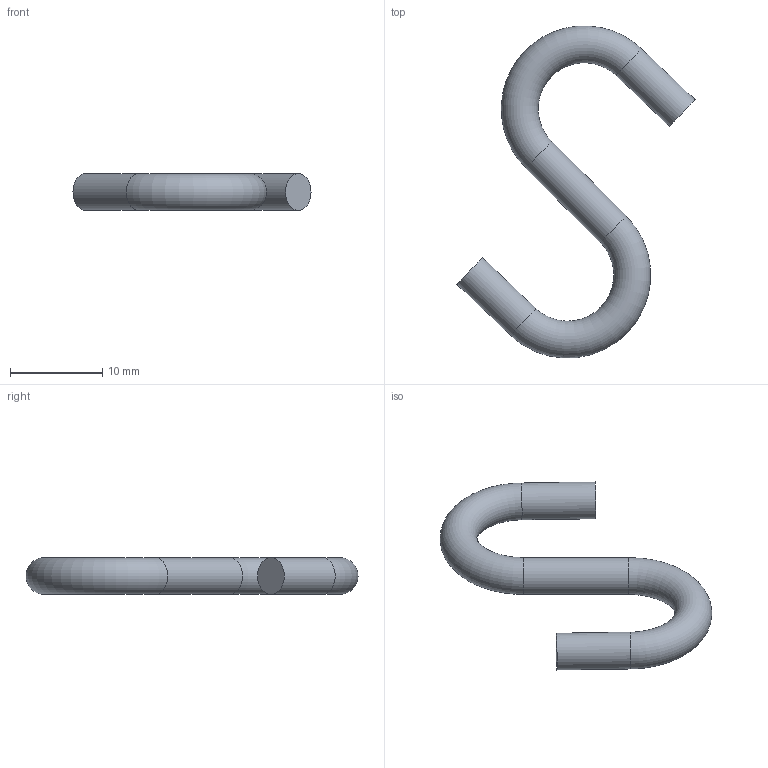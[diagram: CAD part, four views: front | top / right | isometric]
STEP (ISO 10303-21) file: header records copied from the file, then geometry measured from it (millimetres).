
FILE_DESCRIPTION (( 'STEP AP203' ), '1' );
FILE_NAME ('CLP1P-KS-5 署 S-钺疣珥 4 祆..STEP', '2016-03-03T08:47:44', ( '' ), ( '' ), 'SwSTEP 2.0', 'SolidWorks 2014', '' );
FILE_SCHEMA (( 'CONFIG_CONTROL_DESIGN' ));
Length unit declared in the file: millimetre
Products named in the file (1): CLP1P-KS-5 署 S-钺疣珥 4 祆.
Bounding box: 25.8 x 35.98 x 4 mm (x, y, z)
Volume: 893.4 mm3; surface area: 918.6 mm2
Topology: 1 solids, 1 shells, 7 faces, 11 edges, 6 vertices
Faces by surface type: cylinder 3, torus 2, plane 2
Full cylindrical faces by diameter (mm): 4 x3
Entity records: 211 total; most frequent: DIRECTION 28, CARTESIAN_POINT 20, AXIS2_PLACEMENT_3D 14, FACE_OUTER_BOUND 12, ORIENTED_EDGE 12, EDGE_LOOP 12, PERSON_AND_ORGANIZATION 8, ADVANCED_FACE 7
